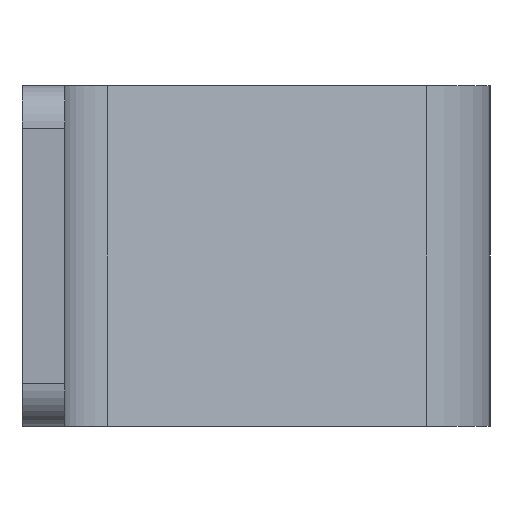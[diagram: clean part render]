
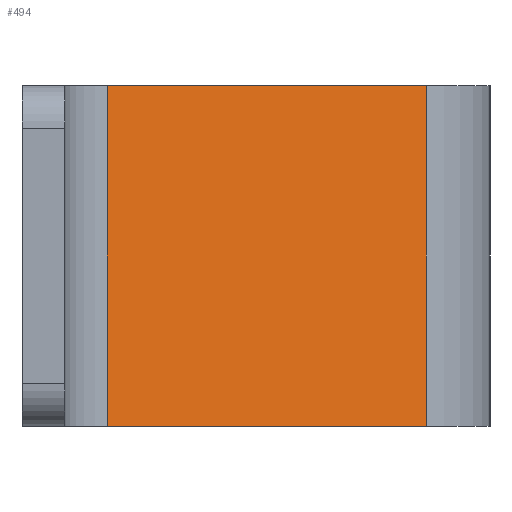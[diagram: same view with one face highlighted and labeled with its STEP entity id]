
A CAD part, left-side view. The second image highlights one B-rep face of the part: STEP entity #494.
In plain terms, the highlighted planar face has unit normal (-0.866, -0.5, 0).
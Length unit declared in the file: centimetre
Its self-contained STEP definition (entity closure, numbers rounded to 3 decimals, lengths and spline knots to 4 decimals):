
#23=PLANE('',#558);
#46=FACE_OUTER_BOUND('',#72,.T.);
#72=EDGE_LOOP('',(#427,#428,#429,#430));
#90=LINE('',#753,#138);
#102=LINE('',#793,#150);
#119=LINE('',#842,#167);
#122=LINE('',#848,#170);
#138=VECTOR('',#596,1.);
#150=VECTOR('',#630,1.);
#167=VECTOR('',#683,1.);
#170=VECTOR('',#692,1.);
#216=VERTEX_POINT('',#750);
#217=VERTEX_POINT('',#752);
#233=VERTEX_POINT('',#790);
#234=VERTEX_POINT('',#792);
#265=EDGE_CURVE('',#216,#217,#90,.T.);
#285=EDGE_CURVE('',#233,#234,#102,.T.);
#311=EDGE_CURVE('',#217,#233,#119,.T.);
#314=EDGE_CURVE('',#234,#216,#122,.T.);
#427=ORIENTED_EDGE('',*,*,#311,.F.);
#428=ORIENTED_EDGE('',*,*,#265,.F.);
#429=ORIENTED_EDGE('',*,*,#314,.F.);
#430=ORIENTED_EDGE('',*,*,#285,.F.);
#494=ADVANCED_FACE('',(#46),#23,.T.);
#558=AXIS2_PLACEMENT_3D('',#849,#693,#694);
#596=DIRECTION('',(0.5,-0.866,0.));
#630=DIRECTION('',(-0.5,0.866,0.));
#683=DIRECTION('',(0.,0.,-1.));
#692=DIRECTION('',(0.,0.,1.));
#693=DIRECTION('center_axis',(-0.866,-0.5,0.));
#694=DIRECTION('ref_axis',(0.5,-0.866,0.));
#750=CARTESIAN_POINT('',(-6.9131,-0.635,1.27));
#752=CARTESIAN_POINT('',(-5.5383,-3.0163,1.27));
#753=CARTESIAN_POINT('',(-7.1881,-0.1588,1.27));
#790=CARTESIAN_POINT('',(-5.5383,-3.0163,-1.27));
#792=CARTESIAN_POINT('',(-6.9131,-0.635,-1.27));
#793=CARTESIAN_POINT('',(-7.1881,-0.1588,-1.27));
#842=CARTESIAN_POINT('',(-5.5383,-3.0163,0.));
#848=CARTESIAN_POINT('',(-6.9131,-0.635,0.));
#849=CARTESIAN_POINT('Origin',(-7.1881,-0.1588,0.));
